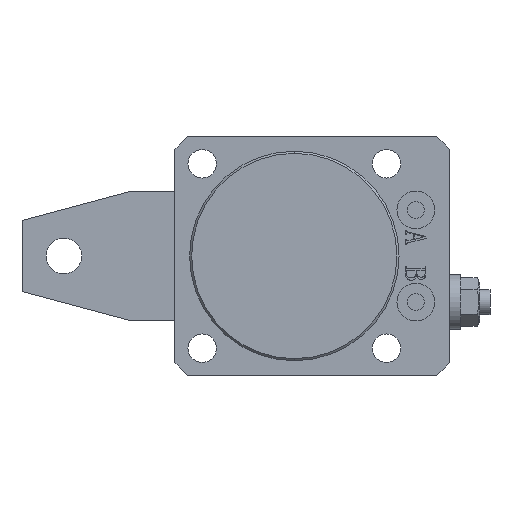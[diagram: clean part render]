
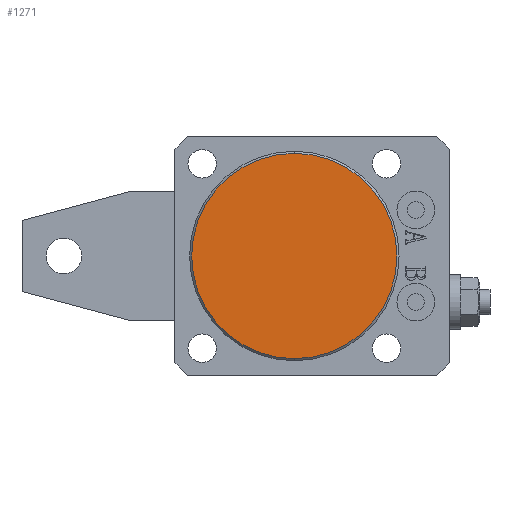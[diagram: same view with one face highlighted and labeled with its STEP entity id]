
A CAD part, front view. The second image highlights one B-rep face of the part: STEP entity #1271.
In plain terms, the highlighted planar face has unit normal (0, -1, 0).
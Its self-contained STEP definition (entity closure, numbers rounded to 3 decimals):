
#570 = FACE_OUTER_BOUND ( 'NONE', #1662, .T. ) ;
#689 = CARTESIAN_POINT ( 'NONE',  ( 0., 0., 0. ) ) ;
#690 = DIRECTION ( 'NONE',  ( 0., -1., 0. ) ) ;
#691 = DIRECTION ( 'NONE',  ( 0., 0., 1. ) ) ;
#1271 = ADVANCED_FACE ( 'NONE', ( #570 ), #3093, .F. ) ;
#1386 = VERTEX_POINT ( 'NONE', #6692 ) ;
#1387 = VERTEX_POINT ( 'NONE', #6693 ) ;
#1662 = EDGE_LOOP ( 'NONE', ( #5212, #5213 ) ) ;
#1965 = EDGE_CURVE ( 'NONE', #1387, #1386, #6111, .T. ) ;
#2087 = AXIS2_PLACEMENT_3D ( 'NONE', #3090, #3095, #3096 ) ;
#2173 = CARTESIAN_POINT ( 'NONE',  ( 0., 0., 0. ) ) ;
#2174 = DIRECTION ( 'NONE',  ( 0., -1., 0. ) ) ;
#2175 = DIRECTION ( 'NONE',  ( 0., 0., 1. ) ) ;
#3090 = CARTESIAN_POINT ( 'NONE',  ( 0., 0., 0. ) ) ;
#3093 = PLANE ( 'NONE',  #2087 ) ;
#3095 = DIRECTION ( 'NONE',  ( 0., 1., 0. ) ) ;
#3096 = DIRECTION ( 'NONE',  ( 0., 0., 1. ) ) ;
#3893 = EDGE_CURVE ( 'NONE', #1386, #1387, #6523, .T. ) ;
#3951 = AXIS2_PLACEMENT_3D ( 'NONE', #2173, #2174, #2175 ) ;
#4050 = AXIS2_PLACEMENT_3D ( 'NONE', #689, #690, #691 ) ;
#5212 = ORIENTED_EDGE ( 'NONE', *, *, #1965, .T. ) ;
#5213 = ORIENTED_EDGE ( 'NONE', *, *, #3893, .T. ) ;
#6111 = CIRCLE ( 'NONE', #3951, 24.5 ) ;
#6523 = CIRCLE ( 'NONE', #4050, 24.5 ) ;
#6692 = CARTESIAN_POINT ( 'NONE',  ( 0., 0., -24.5 ) ) ;
#6693 = CARTESIAN_POINT ( 'NONE',  ( 0., 0., 24.5 ) ) ;
